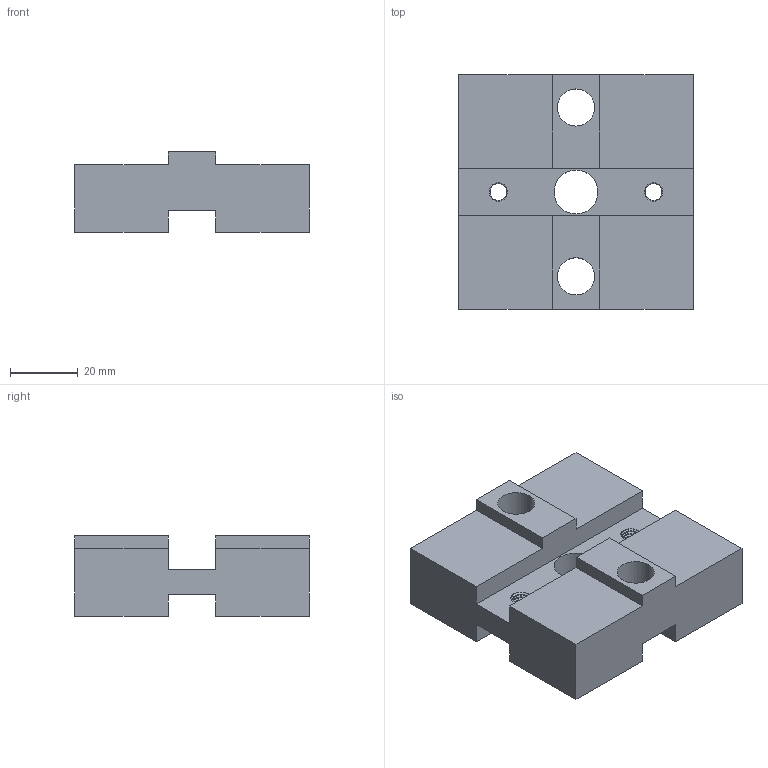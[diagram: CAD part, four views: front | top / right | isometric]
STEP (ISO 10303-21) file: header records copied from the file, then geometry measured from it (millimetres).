
FILE_DESCRIPTION(('STEP AP214'),'1');
FILE_NAME(' ',' ',('TraceParts'),('TraceParts S.A.'),'XStep 1.0',' ',' ');
FILE_SCHEMA(('automotive_design'));
Length unit declared in the file: millimetre
Products named in the file (1): 1
Bounding box: 69.5 x 69.5 x 23.8 mm (x, y, z)
Volume: 77757.2 mm3; surface area: 18808.9 mm2
Topology: 1 solids, 1 shells, 192 faces, 418 edges, 228 vertices
Faces by surface type: torus 64, cone 64, cylinder 34, plane 30
Entity records: 9972 total; most frequent: DIRECTION 1040, STYLED_ITEM 839, PRESENTATION_STYLE_ASSIGNMENT 839, CARTESIAN_POINT 839, COLOUR_RGB 839, ORIENTED_EDGE 836, AXIS2_PLACEMENT_3D 429, EDGE_CURVE 418
